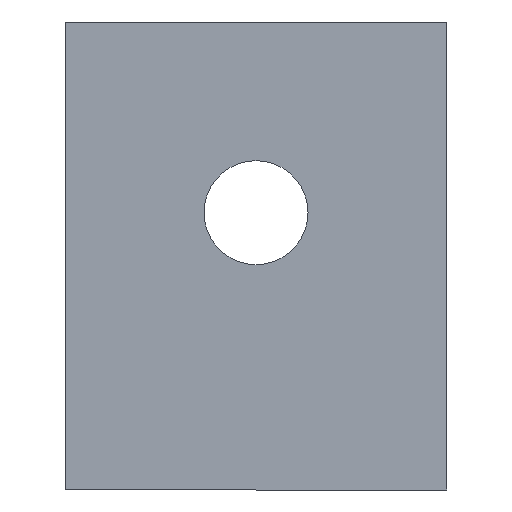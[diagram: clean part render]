
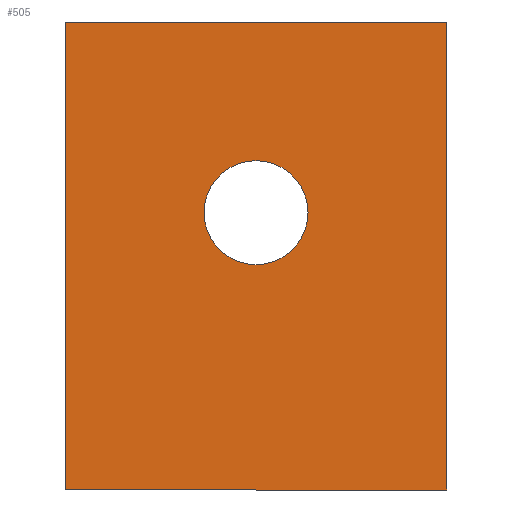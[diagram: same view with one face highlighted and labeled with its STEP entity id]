
A CAD part, front view. The second image highlights one B-rep face of the part: STEP entity #505.
In plain terms, the highlighted planar face has unit normal (0, -1, 0).
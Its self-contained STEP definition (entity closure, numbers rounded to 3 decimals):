
#1 = CARTESIAN_POINT ( 'NONE',  ( 0., 0., 0. ) ) ;
#21 = LINE ( 'NONE', #238, #38 ) ;
#38 = VECTOR ( 'NONE', #295, 1000. ) ;
#42 = EDGE_LOOP ( 'NONE', ( #434, #423, #311, #388 ) ) ;
#48 = DIRECTION ( 'NONE',  ( 1., 0., 0. ) ) ;
#49 = ORIENTED_EDGE ( 'NONE', *, *, #108, .T. ) ;
#63 = CIRCLE ( 'NONE', #341, 1.5 ) ;
#67 = EDGE_CURVE ( 'NONE', #466, #560, #509, .T. ) ;
#80 = DIRECTION ( 'NONE',  ( 0., 0., 1. ) ) ;
#108 = EDGE_CURVE ( 'NONE', #320, #384, #63, .T. ) ;
#109 = EDGE_LOOP ( 'NONE', ( #420, #49 ) ) ;
#127 = LINE ( 'NONE', #393, #418 ) ;
#130 = DIRECTION ( 'NONE',  ( 0., 1., 0. ) ) ;
#166 = CARTESIAN_POINT ( 'NONE',  ( 0., 0., -1.5 ) ) ;
#185 = VERTEX_POINT ( 'NONE', #204 ) ;
#187 = CARTESIAN_POINT ( 'NONE',  ( 0., 0., 0. ) ) ;
#204 = CARTESIAN_POINT ( 'NONE',  ( -5.5, 0., 5.5 ) ) ;
#217 = FACE_OUTER_BOUND ( 'NONE', #42, .T. ) ;
#227 = CARTESIAN_POINT ( 'NONE',  ( 0., 0., -8. ) ) ;
#237 = VECTOR ( 'NONE', #443, 1000. ) ;
#238 = CARTESIAN_POINT ( 'NONE',  ( 5.5, 0., 0. ) ) ;
#269 = CARTESIAN_POINT ( 'NONE',  ( -5.5, 0., 0. ) ) ;
#281 = DIRECTION ( 'NONE',  ( 0., 1., 0. ) ) ;
#292 = VERTEX_POINT ( 'NONE', #346 ) ;
#295 = DIRECTION ( 'NONE',  ( 0., 0., 1. ) ) ;
#301 = DIRECTION ( 'NONE',  ( 1., 0., 0. ) ) ;
#309 = EDGE_CURVE ( 'NONE', #185, #292, #127, .T. ) ;
#311 = ORIENTED_EDGE ( 'NONE', *, *, #67, .T. ) ;
#320 = VERTEX_POINT ( 'NONE', #501 ) ;
#322 = CIRCLE ( 'NONE', #397, 1.5 ) ;
#341 = AXIS2_PLACEMENT_3D ( 'NONE', #1, #281, #465 ) ;
#346 = CARTESIAN_POINT ( 'NONE',  ( 5.5, 0., 5.5 ) ) ;
#359 = AXIS2_PLACEMENT_3D ( 'NONE', #583, #130, #401 ) ;
#384 = VERTEX_POINT ( 'NONE', #166 ) ;
#388 = ORIENTED_EDGE ( 'NONE', *, *, #413, .T. ) ;
#393 = CARTESIAN_POINT ( 'NONE',  ( 0., 0., 5.5 ) ) ;
#395 = FACE_BOUND ( 'NONE', #109, .T. ) ;
#397 = AXIS2_PLACEMENT_3D ( 'NONE', #187, #484, #80 ) ;
#401 = DIRECTION ( 'NONE',  ( 0., 0., 1. ) ) ;
#413 = EDGE_CURVE ( 'NONE', #560, #292, #21, .T. ) ;
#418 = VECTOR ( 'NONE', #301, 1000. ) ;
#420 = ORIENTED_EDGE ( 'NONE', *, *, #564, .T. ) ;
#423 = ORIENTED_EDGE ( 'NONE', *, *, #527, .F. ) ;
#434 = ORIENTED_EDGE ( 'NONE', *, *, #309, .F. ) ;
#443 = DIRECTION ( 'NONE',  ( 0., 0., 1. ) ) ;
#465 = DIRECTION ( 'NONE',  ( 0., 0., 1. ) ) ;
#466 = VERTEX_POINT ( 'NONE', #525 ) ;
#484 = DIRECTION ( 'NONE',  ( 0., 1., 0. ) ) ;
#501 = CARTESIAN_POINT ( 'NONE',  ( 0., 0., 1.5 ) ) ;
#505 = ADVANCED_FACE ( 'NONE', ( #217, #395 ), #578, .F. ) ;
#509 = LINE ( 'NONE', #227, #548 ) ;
#525 = CARTESIAN_POINT ( 'NONE',  ( -5.5, 0., -8. ) ) ;
#527 = EDGE_CURVE ( 'NONE', #466, #185, #530, .T. ) ;
#530 = LINE ( 'NONE', #269, #237 ) ;
#548 = VECTOR ( 'NONE', #48, 1000. ) ;
#560 = VERTEX_POINT ( 'NONE', #591 ) ;
#564 = EDGE_CURVE ( 'NONE', #384, #320, #322, .T. ) ;
#578 = PLANE ( 'NONE',  #359 ) ;
#583 = CARTESIAN_POINT ( 'NONE',  ( 0., 0., 0. ) ) ;
#591 = CARTESIAN_POINT ( 'NONE',  ( 5.5, 0., -8. ) ) ;
